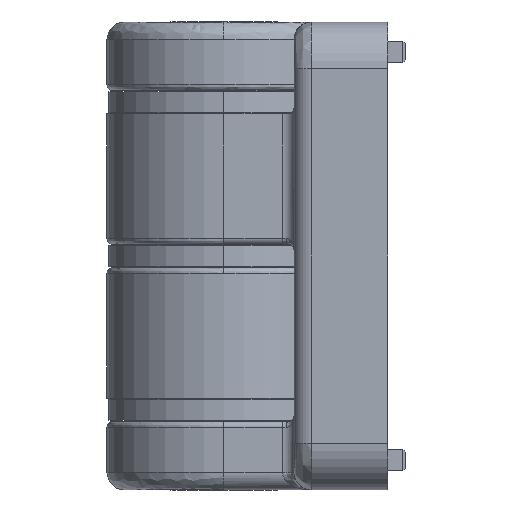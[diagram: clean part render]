
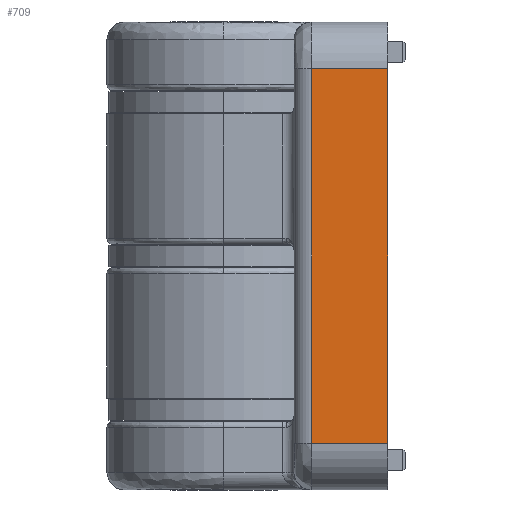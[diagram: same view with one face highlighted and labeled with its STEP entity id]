
A CAD part, left-side view. The second image highlights one B-rep face of the part: STEP entity #709.
In plain terms, the highlighted planar face has unit normal (-1, 0, 0).
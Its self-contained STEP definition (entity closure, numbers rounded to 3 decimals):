
#709=ADVANCED_FACE('NONE',(#1846),#1847,.T.);
#1846=FACE_OUTER_BOUND('',#3777,.T.);
#1847=PLANE('',#3778);
#3777=EDGE_LOOP('',(#7776,#7777,#7778,#7779));
#3778=AXIS2_PLACEMENT_3D('',#7780,#7781,#7782);
#7776=ORIENTED_EDGE('',*,*,#11828,.T.);
#7777=ORIENTED_EDGE('',*,*,#11744,.F.);
#7778=ORIENTED_EDGE('',*,*,#11826,.F.);
#7779=ORIENTED_EDGE('',*,*,#11723,.F.);
#7780=CARTESIAN_POINT('',(-37.0,-6.0,-20.0));
#7781=DIRECTION('',(-1.0,0.0,0.0));
#7782=DIRECTION('',(0.0,0.0,1.0));
#11723=EDGE_CURVE('NONE',#13625,#13621,#13627,.T.);
#11744=EDGE_CURVE('NONE',#13657,#13658,#13659,.T.);
#11826=EDGE_CURVE('NONE',#13621,#13657,#13801,.T.);
#11828=EDGE_CURVE('NONE',#13625,#13658,#13803,.T.);
#13621=VERTEX_POINT('NONE',#16423);
#13625=VERTEX_POINT('NONE',#16427);
#13627=LINE('',#16429,#16430);
#13657=VERTEX_POINT('NONE',#16534);
#13658=VERTEX_POINT('NONE',#16535);
#13659=LINE('',#16536,#16537);
#13801=LINE('',#16890,#16891);
#13803=LINE('',#16893,#16894);
#16423=CARTESIAN_POINT('',(-37.0,-7.5,16.0));
#16427=CARTESIAN_POINT('',(-37.0,-7.5,-16.0));
#16429=CARTESIAN_POINT('',(-37.0,-7.5,-20.0));
#16430=VECTOR('',#21311,1000.0);
#16534=CARTESIAN_POINT('',(-37.0,-14.0,16.0));
#16535=CARTESIAN_POINT('',(-37.0,-14.0,-16.0));
#16536=CARTESIAN_POINT('',(-37.0,-14.0,-20.0));
#16537=VECTOR('',#21334,1000.0);
#16890=CARTESIAN_POINT('',(-37.0,0.0,16.0));
#16891=VECTOR('',#21419,1000.0);
#16893=CARTESIAN_POINT('',(-37.0,-6.0,-16.0));
#16894=VECTOR('',#21420,1000.0);
#21311=DIRECTION('',(0.0,0.0,1.0));
#21334=DIRECTION('',(0.0,-0.0,-1.0));
#21419=DIRECTION('',(0.0,-1.0,0.0));
#21420=DIRECTION('',(-0.0,-1.0,0.0));
